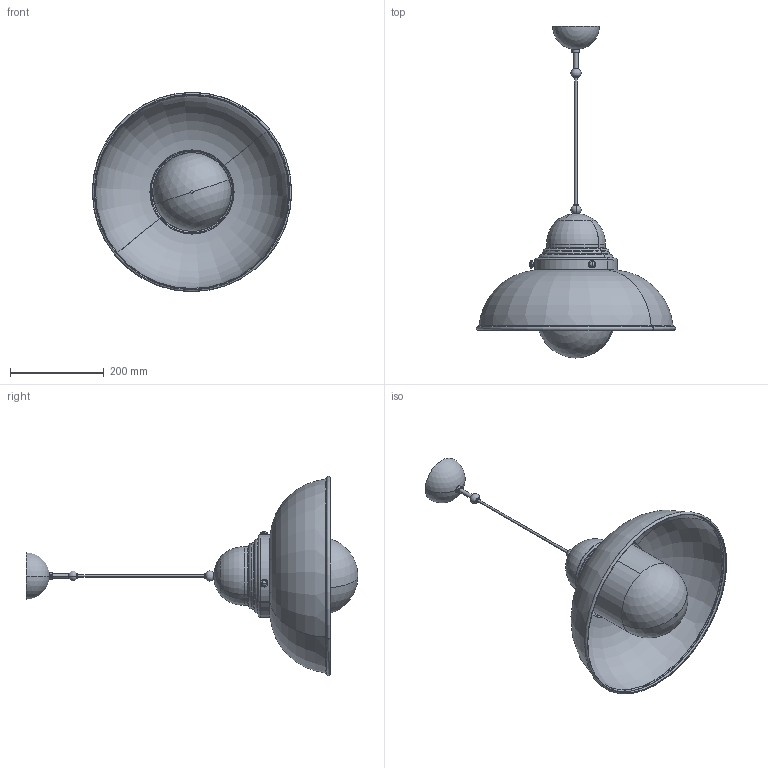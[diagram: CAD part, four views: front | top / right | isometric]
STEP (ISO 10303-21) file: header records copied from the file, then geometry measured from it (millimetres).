
FILE_DESCRIPTION (( 'STEP AP203' ), '1' );
FILE_NAME ('D43.STEP', '2022-03-03T08:31:18', ( '微软用户' ), ( '微软中国' ), 'SwSTEP 2.0', 'SolidWorks 2014', '' );
FILE_SCHEMA (( 'CONFIG_CONTROL_DESIGN' ));
Length unit declared in the file: millimetre
Products named in the file (9): 湮腑欶; 湮腑戚; 腑邐; 湮產薛; 陬璃2; D43; 柲階攫; 萇盄; 坶盄ん
Assembly tree (10 placements, depth 2):
  D43
    柲階攫
    萇盄
    坶盄ん
    湮腑欶
    湮腑戚
    腑邐
    湮產薛
    陬璃2  x3
Bounding box: 425.46 x 708.03 x 425.46 mm (x, y, z)
Volume: 996925.8 mm3; surface area: 816794.3 mm2
Topology: 11 solids, 11 shells, 226 faces, 480 edges, 289 vertices
Faces by surface type: cylinder 85, torus 66, plane 49, sphere 20, cone 6
Entity records: 6895 total; most frequent: CARTESIAN_POINT 1370, DIRECTION 1124, ORIENTED_EDGE 838, AXIS2_PLACEMENT_3D 514, EDGE_CURVE 419, CIRCLE 299, VERTEX_POINT 252, EDGE_LOOP 225
